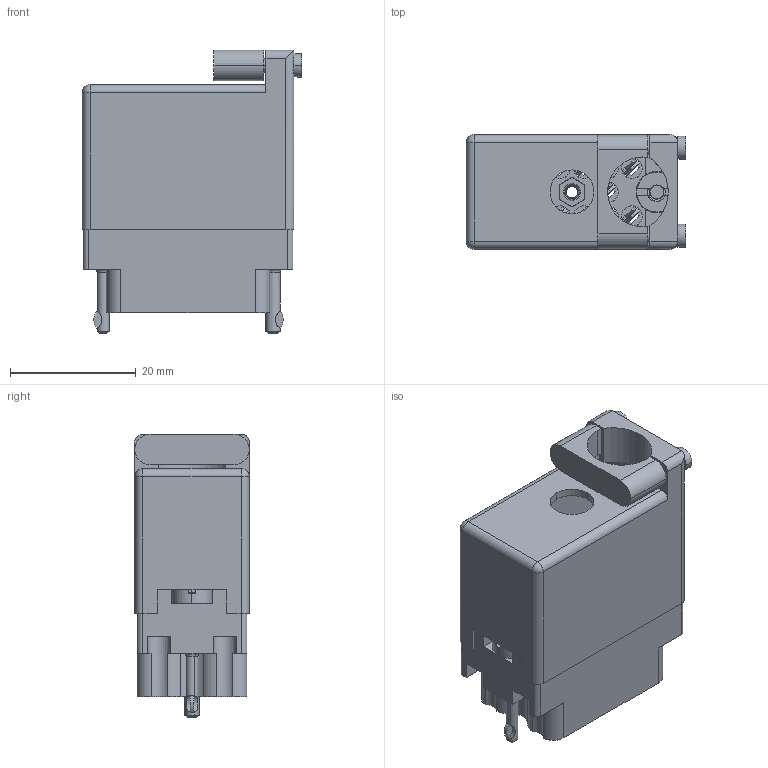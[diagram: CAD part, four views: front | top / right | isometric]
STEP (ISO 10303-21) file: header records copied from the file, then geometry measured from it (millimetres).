
FILE_DESCRIPTION (( 'STEP AP203' ), '1' );
FILE_NAME ('519-014-520-362.STEP', '2020-03-11T15:59:09', ( '' ), ( '' ), 'SwSTEP 2.0', 'SolidWorks 2016', '' );
FILE_SCHEMA (( 'CONFIG_CONTROL_DESIGN' ));
Length unit declared in the file: inch
Products named in the file (8): 519 Plug Insulator_014; 516-230-001_Metal - 020 Top Entry; 516-222-020-102_014; 516-252-021-102_014; 516-222-020-102_015; 519-014-520-362; 516-292-001_520 Contact; 516-252-025-100_516-252-025-100
Assembly tree (21 placements, depth 2):
  519-014-520-362
    519 Plug Insulator_014
    516-292-001_520 Contact  x14
    516-252-025-100_516-252-025-100
    516-252-021-102_014  x2
    516-222-020-102_014
    516-222-020-102_015
    516-230-001_Metal - 020 Top Entry
Bounding box: 34.92 x 18.16 x 45.03 mm (x, y, z)
Volume: 9716.1 mm3; surface area: 15377.4 mm2
Topology: 21 solids, 21 shells, 1813 faces, 5173 edges, 3414 vertices
Faces by surface type: plane 1003, cylinder 632, bspline 123, cone 49, torus 4, sphere 2
Entity records: 35637 total; most frequent: CARTESIAN_POINT 12585, ORIENTED_EDGE 4754, DIRECTION 4413, EDGE_CURVE 2377, VERTEX_POINT 1560, AXIS2_PLACEMENT_3D 1478, VECTOR 1457, LINE 1457
